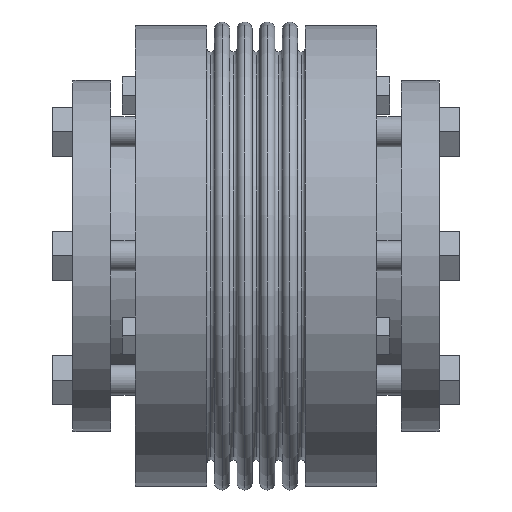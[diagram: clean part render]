
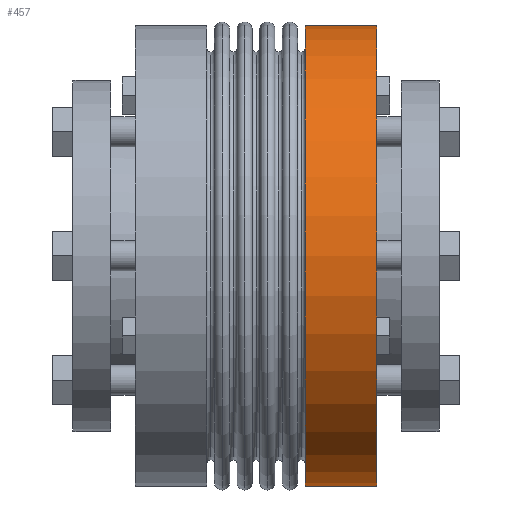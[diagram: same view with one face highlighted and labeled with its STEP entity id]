
A CAD part, top view. The second image highlights one B-rep face of the part: STEP entity #457.
In plain terms, the highlighted cylindrical face has radius 61 mm (diameter 122 mm), a partial arc.
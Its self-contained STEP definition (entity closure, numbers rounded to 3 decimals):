
#457=ADVANCED_FACE('',(#1388),#1389,.T.);
#1388=FACE_OUTER_BOUND('',#2662,.T.);
#1389=CYLINDRICAL_SURFACE('',#2663,61.0);
#2662=EDGE_LOOP('',(#4313,#4314,#4315,#4316));
#2663=AXIS2_PLACEMENT_3D('',#4317,#4318,#4319);
#4313=ORIENTED_EDGE('',*,*,#6762,.F.);
#4314=ORIENTED_EDGE('',*,*,#6763,.F.);
#4315=ORIENTED_EDGE('',*,*,#6764,.F.);
#4316=ORIENTED_EDGE('',*,*,#6765,.T.);
#4317=CARTESIAN_POINT('',(97.0,0.0,0.0));
#4318=DIRECTION('',(-1.0,0.0,0.0));
#4319=DIRECTION('',(0.0,1.0,0.0));
#6762=EDGE_CURVE('',#7927,#7928,#7929,.T.);
#6763=EDGE_CURVE('',#7930,#7927,#7931,.T.);
#6764=EDGE_CURVE('',#7932,#7930,#7933,.T.);
#6765=EDGE_CURVE('',#7932,#7928,#7934,.T.);
#7927=VERTEX_POINT('',#9466);
#7928=VERTEX_POINT('',#9467);
#7929=LINE('',#9468,#9469);
#7930=VERTEX_POINT('',#9470);
#7931=CIRCLE('',#9471,61.0);
#7932=VERTEX_POINT('',#9472);
#7933=LINE('',#9473,#9474);
#7934=CIRCLE('',#9475,61.0);
#9466=CARTESIAN_POINT('',(61.5,61.0,0.0));
#9467=CARTESIAN_POINT('',(80.5,61.0,0.0));
#9468=CARTESIAN_POINT('',(71.0,61.0,0.));
#9469=VECTOR('',#11419,1.0);
#9470=CARTESIAN_POINT('',(61.5,-61.0,0.));
#9471=AXIS2_PLACEMENT_3D('',#11420,#11421,#11422);
#9472=CARTESIAN_POINT('',(80.5,-61.0,0.));
#9473=CARTESIAN_POINT('',(71.0,-61.0,0.));
#9474=VECTOR('',#11423,1.0);
#9475=AXIS2_PLACEMENT_3D('',#11424,#11425,#11426);
#11419=DIRECTION('',(1.0,-0.0,-0.0));
#11420=CARTESIAN_POINT('',(61.5,0.0,0.0));
#11421=DIRECTION('',(-1.0,0.0,0.0));
#11422=DIRECTION('',(0.0,1.0,0.0));
#11423=DIRECTION('',(-1.0,0.0,0.0));
#11424=CARTESIAN_POINT('',(80.5,0.0,0.0));
#11425=DIRECTION('',(-1.0,0.0,0.0));
#11426=DIRECTION('',(0.0,1.0,0.0));
